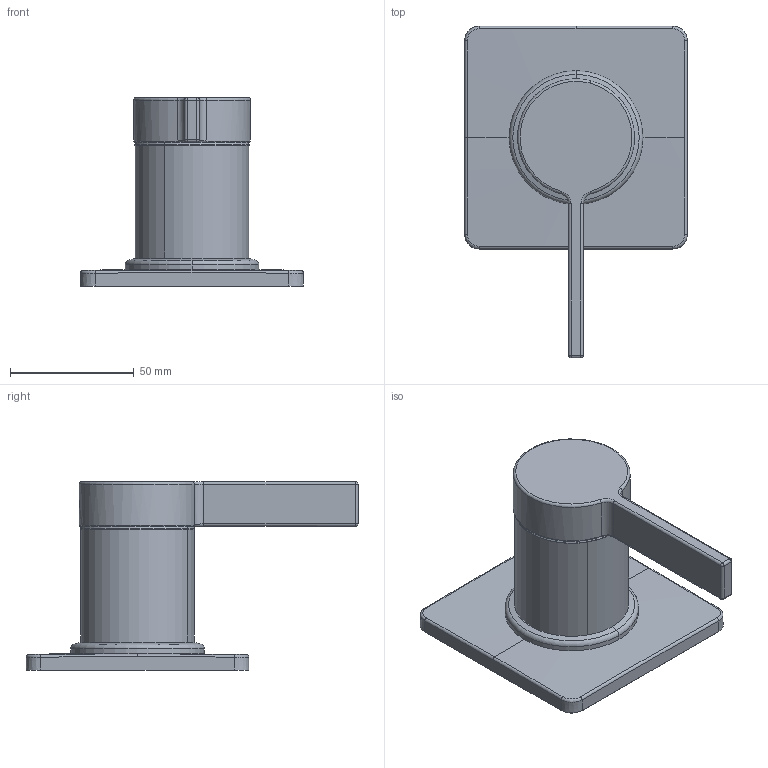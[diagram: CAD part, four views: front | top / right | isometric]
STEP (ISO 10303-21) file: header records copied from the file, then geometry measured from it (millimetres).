
FILE_DESCRIPTION (( 'STEP AP203' ), '1' );
FILE_NAME ('50679003.STEP', '2018-06-06T10:37:43', ( '' ), ( '' ), 'SwSTEP 2.0', 'SolidWorks 2016', '' );
FILE_SCHEMA (( 'CONFIG_CONTROL_DESIGN' ));
Length unit declared in the file: millimetre
Products named in the file (1): 50679003
Bounding box: 90 x 134 x 76.15 mm (x, y, z)
Volume: 209600.5 mm3; surface area: 47892.1 mm2
Topology: 5 solids, 5 shells, 86 faces, 195 edges, 116 vertices
Faces by surface type: cylinder 25, torus 18, plane 16, bspline 11, cone 8, sphere 8
Entity records: 3744 total; most frequent: CARTESIAN_POINT 1837, DIRECTION 394, ORIENTED_EDGE 374, EDGE_CURVE 187, AXIS2_PLACEMENT_3D 172, VERTEX_POINT 112, CIRCLE 96, EDGE_LOOP 87
